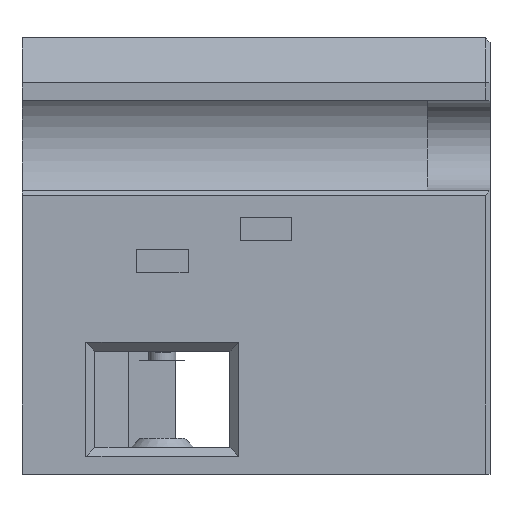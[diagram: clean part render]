
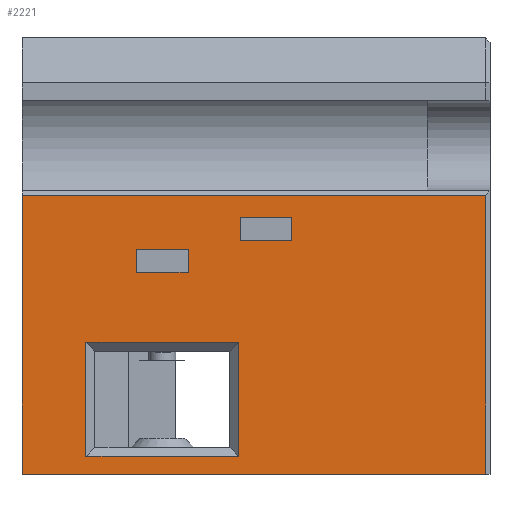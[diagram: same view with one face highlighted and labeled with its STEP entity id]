
A CAD part, front view. The second image highlights one B-rep face of the part: STEP entity #2221.
In plain terms, the highlighted planar face has unit normal (0, -1, 0).
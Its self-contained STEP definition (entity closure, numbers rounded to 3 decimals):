
#43=FACE_BOUND('',#244,.T.);
#44=FACE_BOUND('',#245,.T.);
#45=FACE_BOUND('',#246,.T.);
#115=FACE_OUTER_BOUND('',#243,.T.);
#243=EDGE_LOOP('',(#1618,#1619,#1620,#1621));
#244=EDGE_LOOP('',(#1622,#1623,#1624,#1625));
#245=EDGE_LOOP('',(#1626,#1627,#1628,#1629));
#246=EDGE_LOOP('',(#1630,#1631,#1632,#1633));
#406=LINE('',#3242,#692);
#411=LINE('',#3254,#697);
#413=LINE('',#3262,#699);
#444=LINE('',#3336,#730);
#453=LINE('',#3353,#739);
#454=LINE('',#3357,#740);
#455=LINE('',#3359,#741);
#456=LINE('',#3361,#742);
#457=LINE('',#3362,#743);
#458=LINE('',#3365,#744);
#459=LINE('',#3367,#745);
#460=LINE('',#3369,#746);
#461=LINE('',#3370,#747);
#462=LINE('',#3372,#748);
#463=LINE('',#3374,#749);
#464=LINE('',#3375,#750);
#692=VECTOR('',#2608,1000.);
#697=VECTOR('',#2617,10.);
#699=VECTOR('',#2625,10.);
#730=VECTOR('',#2682,10.);
#739=VECTOR('',#2697,10.);
#740=VECTOR('',#2700,1000.);
#741=VECTOR('',#2701,1000.);
#742=VECTOR('',#2702,1000.);
#743=VECTOR('',#2703,1000.);
#744=VECTOR('',#2704,1000.);
#745=VECTOR('',#2705,1000.);
#746=VECTOR('',#2706,1000.);
#747=VECTOR('',#2707,1000.);
#748=VECTOR('',#2708,1000.);
#749=VECTOR('',#2709,1000.);
#750=VECTOR('',#2710,1000.);
#970=VERTEX_POINT('',#3236);
#972=VERTEX_POINT('',#3240);
#975=VERTEX_POINT('',#3247);
#977=VERTEX_POINT('',#3252);
#980=VERTEX_POINT('',#3260);
#1010=VERTEX_POINT('',#3335);
#1016=VERTEX_POINT('',#3355);
#1017=VERTEX_POINT('',#3356);
#1018=VERTEX_POINT('',#3358);
#1019=VERTEX_POINT('',#3360);
#1020=VERTEX_POINT('',#3363);
#1021=VERTEX_POINT('',#3364);
#1022=VERTEX_POINT('',#3366);
#1023=VERTEX_POINT('',#3368);
#1024=VERTEX_POINT('',#3371);
#1025=VERTEX_POINT('',#3373);
#1191=EDGE_CURVE('',#972,#970,#406,.T.);
#1197=EDGE_CURVE('',#975,#977,#411,.T.);
#1201=EDGE_CURVE('',#980,#977,#413,.T.);
#1238=EDGE_CURVE('',#975,#1010,#444,.T.);
#1247=EDGE_CURVE('',#1010,#980,#453,.T.);
#1248=EDGE_CURVE('',#1016,#1017,#454,.T.);
#1249=EDGE_CURVE('',#1017,#1018,#455,.T.);
#1250=EDGE_CURVE('',#1018,#1019,#456,.T.);
#1251=EDGE_CURVE('',#1019,#1016,#457,.T.);
#1252=EDGE_CURVE('',#1020,#1021,#458,.T.);
#1253=EDGE_CURVE('',#1022,#1020,#459,.T.);
#1254=EDGE_CURVE('',#1023,#1022,#460,.T.);
#1255=EDGE_CURVE('',#1023,#1021,#461,.T.);
#1256=EDGE_CURVE('',#1024,#972,#462,.T.);
#1257=EDGE_CURVE('',#1024,#1025,#463,.T.);
#1258=EDGE_CURVE('',#1025,#970,#464,.T.);
#1618=ORIENTED_EDGE('',*,*,#1197,.T.);
#1619=ORIENTED_EDGE('',*,*,#1201,.F.);
#1620=ORIENTED_EDGE('',*,*,#1247,.F.);
#1621=ORIENTED_EDGE('',*,*,#1238,.F.);
#1622=ORIENTED_EDGE('',*,*,#1248,.T.);
#1623=ORIENTED_EDGE('',*,*,#1249,.T.);
#1624=ORIENTED_EDGE('',*,*,#1250,.T.);
#1625=ORIENTED_EDGE('',*,*,#1251,.T.);
#1626=ORIENTED_EDGE('',*,*,#1252,.F.);
#1627=ORIENTED_EDGE('',*,*,#1253,.F.);
#1628=ORIENTED_EDGE('',*,*,#1254,.F.);
#1629=ORIENTED_EDGE('',*,*,#1255,.T.);
#1630=ORIENTED_EDGE('',*,*,#1191,.F.);
#1631=ORIENTED_EDGE('',*,*,#1256,.F.);
#1632=ORIENTED_EDGE('',*,*,#1257,.T.);
#1633=ORIENTED_EDGE('',*,*,#1258,.T.);
#2115=PLANE('',#2394);
#2221=ADVANCED_FACE('',(#115,#43,#44,#45),#2115,.F.);
#2394=AXIS2_PLACEMENT_3D('',#3354,#2698,#2699);
#2608=DIRECTION('',(-1.,0.,0.));
#2617=DIRECTION('',(1.,0.,0.));
#2625=DIRECTION('',(0.,0.,-1.));
#2682=DIRECTION('',(0.,0.,1.));
#2697=DIRECTION('',(1.,0.,0.));
#2698=DIRECTION('center_axis',(0.,1.,0.));
#2699=DIRECTION('ref_axis',(0.,0.,
-1.));
#2700=DIRECTION('',(0.,0.,-1.));
#2701=DIRECTION('',(-1.,0.,0.));
#2702=DIRECTION('',(0.,0.,1.));
#2703=DIRECTION('',(1.,0.,0.));
#2704=DIRECTION('',(-1.,0.,0.));
#2705=DIRECTION('',(0.,0.,1.));
#2706=DIRECTION('',(1.,0.,0.));
#2707=DIRECTION('',(0.,0.,1.));
#2708=DIRECTION('',(0.,0.,1.));
#2709=DIRECTION('',(-1.,0.,0.));
#2710=DIRECTION('',(0.,0.,1.));
#3236=CARTESIAN_POINT('',(206.15,-78.4,29.525));
#3240=CARTESIAN_POINT('',(211.85,-78.4,29.525));
#3242=CARTESIAN_POINT('',(209.,-78.4,29.525));
#3247=CARTESIAN_POINT('',(181.9,-78.4,1.));
#3252=CARTESIAN_POINT('',(233.4,-78.4,1.));
#3254=CARTESIAN_POINT('',(179.898,-78.4,1.));
#3260=CARTESIAN_POINT('',(233.4,-78.4,32.));
#3262=CARTESIAN_POINT('',(233.4,-78.4,33.315));
#3335=CARTESIAN_POINT('',(181.9,-78.4,32.));
#3336=CARTESIAN_POINT('',(181.9,-78.4,41.296));
#3353=CARTESIAN_POINT('',(173.399,-78.4,32.));
#3354=CARTESIAN_POINT('Origin',(179.898,-78.4,42.879));
#3355=CARTESIAN_POINT('',(206.,-78.4,15.675));
#3356=CARTESIAN_POINT('',(206.,-78.4,2.975));
#3357=CARTESIAN_POINT('',(206.,-78.4,3.975));
#3358=CARTESIAN_POINT('',(189.,-78.4,2.975));
#3359=CARTESIAN_POINT('',(179.898,-78.4,2.975));
#3360=CARTESIAN_POINT('',(189.,-78.4,15.675));
#3361=CARTESIAN_POINT('',(189.,-78.4,14.675));
#3362=CARTESIAN_POINT('',(205.,-78.4,15.675));
#3363=CARTESIAN_POINT('',(200.35,-78.4,26.025));
#3364=CARTESIAN_POINT('',(194.65,-78.4,26.025));
#3365=CARTESIAN_POINT('',(197.5,-78.4,26.025));
#3366=CARTESIAN_POINT('',(200.35,-78.4,23.425));
#3367=CARTESIAN_POINT('',(200.35,-78.4,23.925));
#3368=CARTESIAN_POINT('',(194.65,-78.4,23.425));
#3369=CARTESIAN_POINT('',(197.5,-78.4,23.425));
#3370=CARTESIAN_POINT('',(194.65,-78.4,23.925));
#3371=CARTESIAN_POINT('',(211.85,-78.4,26.925));
#3372=CARTESIAN_POINT('',(211.85,-78.4,28.088));
#3373=CARTESIAN_POINT('',(206.15,-78.4,26.925));
#3374=CARTESIAN_POINT('',(209.,-78.4,26.925));
#3375=CARTESIAN_POINT('',(206.15,-78.4,27.088));
